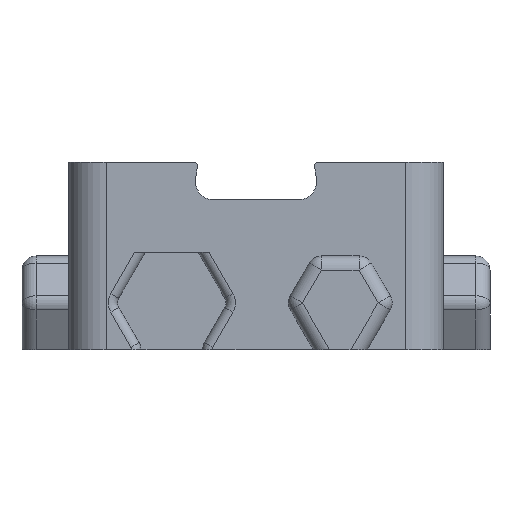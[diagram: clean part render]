
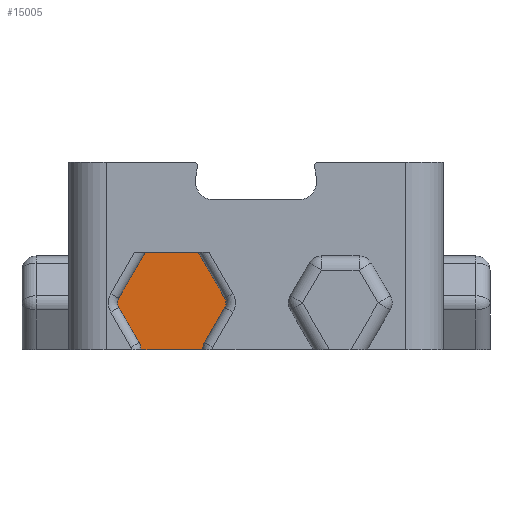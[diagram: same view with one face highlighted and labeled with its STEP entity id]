
A CAD part, front view. The second image highlights one B-rep face of the part: STEP entity #15005.
In plain terms, the highlighted planar face has unit normal (0, -1, 0).
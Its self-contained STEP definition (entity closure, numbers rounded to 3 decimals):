
#8748 = VERTEX_POINT('',#8749);
#8749 = CARTESIAN_POINT('',(-5.708,-14.85,0.));
#8755 = EDGE_CURVE('',#8756,#8748,#8758,.T.);
#8756 = VERTEX_POINT('',#8757);
#8757 = CARTESIAN_POINT('',(-12.292,-14.85,0.));
#8758 = LINE('',#8759,#8760);
#8759 = CARTESIAN_POINT('',(-12.292,-14.85,0.));
#8760 = VECTOR('',#8761,1.);
#8761 = DIRECTION('',(1.,0.,0.));
#14985 = VERTEX_POINT('',#14986);
#14986 = CARTESIAN_POINT('',(-12.493,-14.85,0.75));
#14992 = EDGE_CURVE('',#14985,#8756,#14993,.T.);
#14993 = CIRCLE('',#14994,1.5);
#14994 = AXIS2_PLACEMENT_3D('',#14995,#14996,#14997);
#14995 = CARTESIAN_POINT('',(-13.792,-14.85,0.)
  );
#14996 = DIRECTION('',(0.,1.,0.));
#14997 = DIRECTION('',(-1.,0.,0.));
#15005 = ADVANCED_FACE('',(#15006),#15075,.T.);
#15006 = FACE_BOUND('',#15007,.T.);
#15007 = EDGE_LOOP('',(#15008,#15016,#15017,#15018,#15027,#15035,#15044,
    #15052,#15060,#15068));
#15008 = ORIENTED_EDGE('',*,*,#15009,.T.);
#15009 = EDGE_CURVE('',#15010,#14985,#15012,.T.);
#15010 = VERTEX_POINT('',#15011);
#15011 = CARTESIAN_POINT('',(-14.658,-14.85,4.5));
#15012 = LINE('',#15013,#15014);
#15013 = CARTESIAN_POINT('',(-14.658,-14.85,4.5));
#15014 = VECTOR('',#15015,1.);
#15015 = DIRECTION('',(0.5,0.,-0.866));
#15016 = ORIENTED_EDGE('',*,*,#14992,.T.);
#15017 = ORIENTED_EDGE('',*,*,#8755,.T.);
#15018 = ORIENTED_EDGE('',*,*,#15019,.T.);
#15019 = EDGE_CURVE('',#8748,#15020,#15022,.T.);
#15020 = VERTEX_POINT('',#15021);
#15021 = CARTESIAN_POINT('',(-5.507,-14.85,0.75));
#15022 = CIRCLE('',#15023,1.5);
#15023 = AXIS2_PLACEMENT_3D('',#15024,#15025,#15026);
#15024 = CARTESIAN_POINT('',(-4.208,-14.85,0.));
#15025 = DIRECTION('',(0.,1.,0.));
#15026 = DIRECTION('',(-1.,0.,0.));
#15027 = ORIENTED_EDGE('',*,*,#15028,.T.);
#15028 = EDGE_CURVE('',#15020,#15029,#15031,.T.);
#15029 = VERTEX_POINT('',#15030);
#15030 = CARTESIAN_POINT('',(-3.342,-14.85,4.5));
#15031 = LINE('',#15032,#15033);
#15032 = CARTESIAN_POINT('',(-5.507,-14.85,0.75));
#15033 = VECTOR('',#15034,1.);
#15034 = DIRECTION('',(0.5,0.,0.866));
#15035 = ORIENTED_EDGE('',*,*,#15036,.F.);
#15036 = EDGE_CURVE('',#15037,#15029,#15039,.T.);
#15037 = VERTEX_POINT('',#15038);
#15038 = CARTESIAN_POINT('',(-3.342,-14.85,5.5));
#15039 = CIRCLE('',#15040,1.);
#15040 = AXIS2_PLACEMENT_3D('',#15041,#15042,#15043);
#15041 = CARTESIAN_POINT('',(-4.208,-14.85,5.));
#15042 = DIRECTION('',(0.,1.,0.));
#15043 = DIRECTION('',(-1.,0.,0.));
#15044 = ORIENTED_EDGE('',*,*,#15045,.T.);
#15045 = EDGE_CURVE('',#15037,#15046,#15048,.T.);
#15046 = VERTEX_POINT('',#15047);
#15047 = CARTESIAN_POINT('',(-6.171,-14.85,10.4));
#15048 = LINE('',#15049,#15050);
#15049 = CARTESIAN_POINT('',(-3.342,-14.85,5.5));
#15050 = VECTOR('',#15051,1.);
#15051 = DIRECTION('',(-0.5,0.,0.866));
#15052 = ORIENTED_EDGE('',*,*,#15053,.T.);
#15053 = EDGE_CURVE('',#15046,#15054,#15056,.T.);
#15054 = VERTEX_POINT('',#15055);
#15055 = CARTESIAN_POINT('',(-11.829,-14.85,10.4));
#15056 = LINE('',#15057,#15058);
#15057 = CARTESIAN_POINT('',(-6.171,-14.85,10.4));
#15058 = VECTOR('',#15059,1.);
#15059 = DIRECTION('',(-1.,0.,0.));
#15060 = ORIENTED_EDGE('',*,*,#15061,.T.);
#15061 = EDGE_CURVE('',#15054,#15062,#15064,.T.);
#15062 = VERTEX_POINT('',#15063);
#15063 = CARTESIAN_POINT('',(-14.658,-14.85,5.5));
#15064 = LINE('',#15065,#15066);
#15065 = CARTESIAN_POINT('',(-11.829,-14.85,10.4));
#15066 = VECTOR('',#15067,1.);
#15067 = DIRECTION('',(-0.5,0.,-0.866));
#15068 = ORIENTED_EDGE('',*,*,#15069,.F.);
#15069 = EDGE_CURVE('',#15010,#15062,#15070,.T.);
#15070 = CIRCLE('',#15071,1.);
#15071 = AXIS2_PLACEMENT_3D('',#15072,#15073,#15074);
#15072 = CARTESIAN_POINT('',(-13.792,-14.85,5.));
#15073 = DIRECTION('',(0.,1.,0.));
#15074 = DIRECTION('',(-1.,0.,0.));
#15075 = PLANE('',#15076);
#15076 = AXIS2_PLACEMENT_3D('',#15077,#15078,#15079);
#15077 = CARTESIAN_POINT('',(-9.,-14.85,5.089));
#15078 = DIRECTION('',(0.,-1.,0.));
#15079 = DIRECTION('',(0.,0.,1.));
